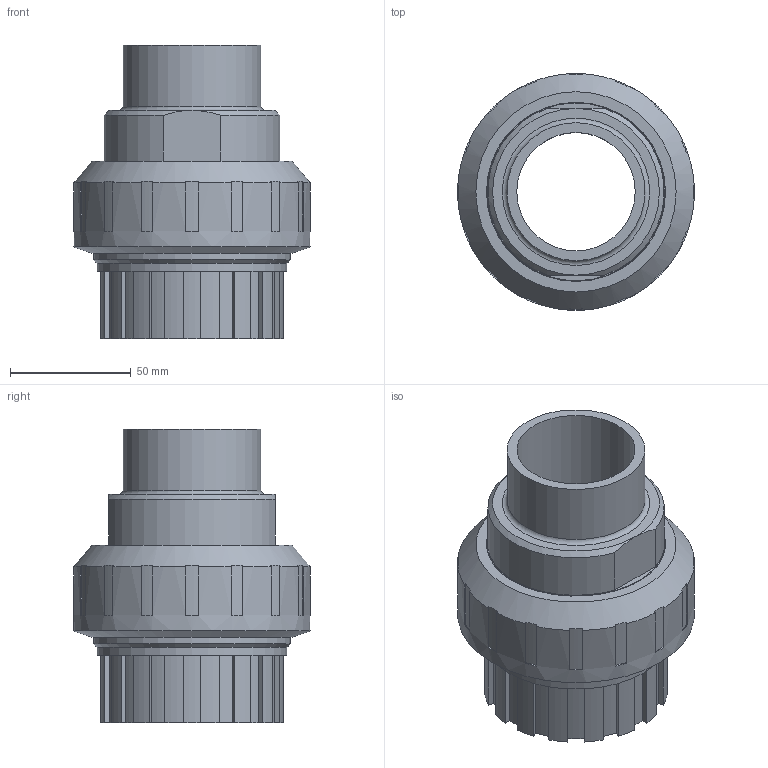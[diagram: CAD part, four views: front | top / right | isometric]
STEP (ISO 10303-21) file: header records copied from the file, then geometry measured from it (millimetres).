
FILE_DESCRIPTION(/* description */ ('Union Bush for EFV, F/BIV, d = 63 mm'),/* implementation_level */ '2;1');
FILE_NAME(/* name */ 'BIROV063200E.iam.stp',/* time_stamp */ '2013-10-01T14:59:38+02:00',/* author */ ('TraceParts'),/* organization */ ('TraceParts S.A.'),/* preprocessor_version */ 'ST-DEVELOPER v15.2',/* originating_system */ 'Autodesk Inventor 2014',/* authorisation */ '');
FILE_SCHEMA (('AUTOMOTIVE_DESIGN { 1 0 10303 214 3 1 1 }'));
Length unit declared in the file: millimetre
Products named in the file (4): FBIV063; QBRO200; EFV234; BIROV063200E
Bounding box: 98 x 98 x 121.5 mm (x, y, z)
Volume: 301512.1 mm3; surface area: 88520.3 mm2
Topology: 3 solids, 3 shells, 171 faces, 462 edges, 305 vertices
Faces by surface type: plane 96, cylinder 64, cone 8, torus 3
Full cylindrical faces by diameter (mm): 49 x1, 52 x1, 56.3 x1, 57.077 x1, 63 x1, 69.5 x1, 74 x1, 74.1 x1, 78.4 x1, 78.576 x1, 78.579 x1, 81.534 x1, 83 x1, 98 x1
Entity records: 5331 total; most frequent: CARTESIAN_POINT 984, DIRECTION 922, ORIENTED_EDGE 868, EDGE_CURVE 434, AXIS2_PLACEMENT_3D 346, VERTEX_POINT 300, LINE 230, VECTOR 230
